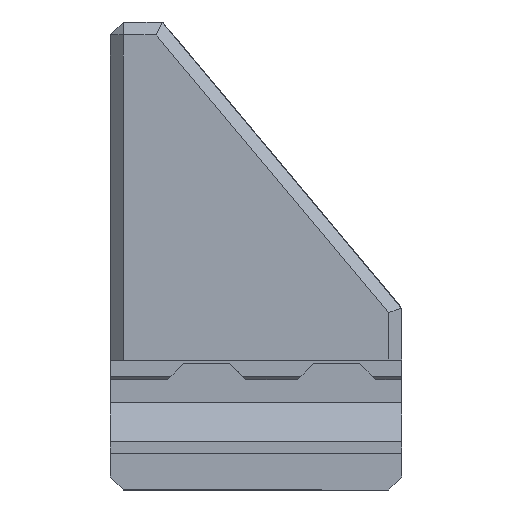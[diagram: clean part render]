
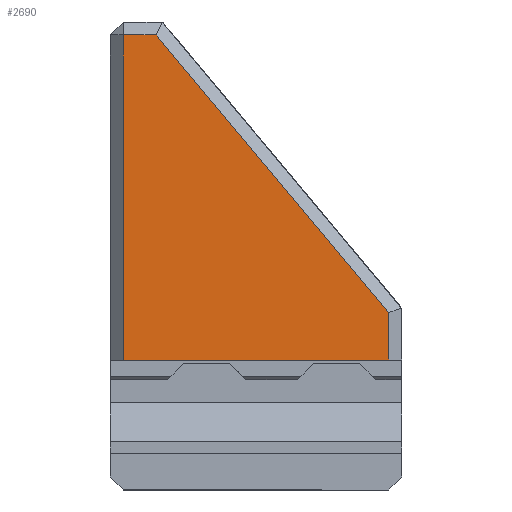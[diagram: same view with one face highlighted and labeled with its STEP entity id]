
A CAD part, left-side view. The second image highlights one B-rep face of the part: STEP entity #2690.
In plain terms, the highlighted planar face has unit normal (-1, 0, 0).
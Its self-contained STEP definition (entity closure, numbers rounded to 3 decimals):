
#153 = CARTESIAN_POINT ( 'NONE',  ( -5., -19.459, -17.877 ) ) ;
#168 = ORIENTED_EDGE ( 'NONE', *, *, #1194, .T. ) ;
#280 = CARTESIAN_POINT ( 'NONE',  ( -5., -2.652, 2.218 ) ) ;
#314 = LINE ( 'NONE', #2323, #616 ) ;
#360 = EDGE_CURVE ( 'NONE', #2248, #377, #1348, .T. ) ;
#377 = VERTEX_POINT ( 'NONE', #153 ) ;
#467 = CARTESIAN_POINT ( 'NONE',  ( -5., 21.341, 24.849 ) ) ;
#488 = CARTESIAN_POINT ( 'NONE',  ( -5., -19.459, -25.151 ) ) ;
#495 = CARTESIAN_POINT ( 'NONE',  ( -5., 0., 0. ) ) ;
#570 = CARTESIAN_POINT ( 'NONE',  ( -5., 16.276, 24.849 ) ) ;
#581 = DIRECTION ( 'NONE',  ( 0., 0., 1. ) ) ;
#616 = VECTOR ( 'NONE', #2731, 1000. ) ;
#652 = EDGE_CURVE ( 'NONE', #1987, #1599, #1345, .T. ) ;
#700 = VERTEX_POINT ( 'NONE', #1574 ) ;
#771 = LINE ( 'NONE', #280, #2613 ) ;
#1039 = EDGE_LOOP ( 'NONE', ( #1387, #1575, #168, #1596, #1465 ) ) ;
#1119 = DIRECTION ( 'NONE',  ( 0., 0.642, 0.767 ) ) ;
#1120 = DIRECTION ( 'NONE',  ( 0., 0., 1. ) ) ;
#1151 = VECTOR ( 'NONE', #2410, 1000. ) ;
#1194 = EDGE_CURVE ( 'NONE', #377, #1987, #771, .T. ) ;
#1345 = LINE ( 'NONE', #2427, #1151 ) ;
#1348 = LINE ( 'NONE', #2506, #2565 ) ;
#1380 = VECTOR ( 'NONE', #2411, 1000. ) ;
#1387 = ORIENTED_EDGE ( 'NONE', *, *, #2166, .T. ) ;
#1465 = ORIENTED_EDGE ( 'NONE', *, *, #2032, .T. ) ;
#1563 = DIRECTION ( 'NONE',  ( -1., 0., 0. ) ) ;
#1574 = CARTESIAN_POINT ( 'NONE',  ( -5., 21.341, -25.151 ) ) ;
#1575 = ORIENTED_EDGE ( 'NONE', *, *, #360, .T. ) ;
#1596 = ORIENTED_EDGE ( 'NONE', *, *, #652, .T. ) ;
#1599 = VERTEX_POINT ( 'NONE', #467 ) ;
#1790 = AXIS2_PLACEMENT_3D ( 'NONE', #495, #1563, #1120 ) ;
#1987 = VERTEX_POINT ( 'NONE', #570 ) ;
#2032 = EDGE_CURVE ( 'NONE', #1599, #700, #314, .T. ) ;
#2166 = EDGE_CURVE ( 'NONE', #700, #2248, #2238, .T. ) ;
#2238 = LINE ( 'NONE', #2564, #1380 ) ;
#2248 = VERTEX_POINT ( 'NONE', #488 ) ;
#2323 = CARTESIAN_POINT ( 'NONE',  ( -5., 21.341, -25.151 ) ) ;
#2384 = PLANE ( 'NONE',  #1790 ) ;
#2394 = FACE_OUTER_BOUND ( 'NONE', #1039, .T. ) ;
#2410 = DIRECTION ( 'NONE',  ( 0., 1., 0. ) ) ;
#2411 = DIRECTION ( 'NONE',  ( 0., -1., 0. ) ) ;
#2427 = CARTESIAN_POINT ( 'NONE',  ( -5., 23.341, 24.849 ) ) ;
#2506 = CARTESIAN_POINT ( 'NONE',  ( -5., -19.459, 0. ) ) ;
#2564 = CARTESIAN_POINT ( 'NONE',  ( -5., 23.341, -25.151 ) ) ;
#2565 = VECTOR ( 'NONE', #581, 1000. ) ;
#2613 = VECTOR ( 'NONE', #1119, 1000. ) ;
#2690 = ADVANCED_FACE ( 'NONE', ( #2394 ), #2384, .T. ) ;
#2731 = DIRECTION ( 'NONE',  ( 0., 0., -1. ) ) ;
